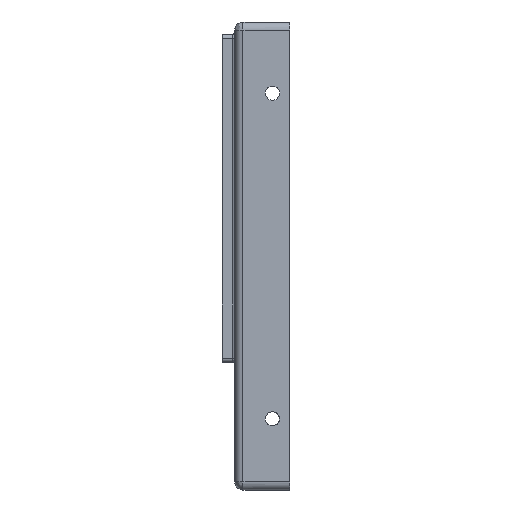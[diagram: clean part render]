
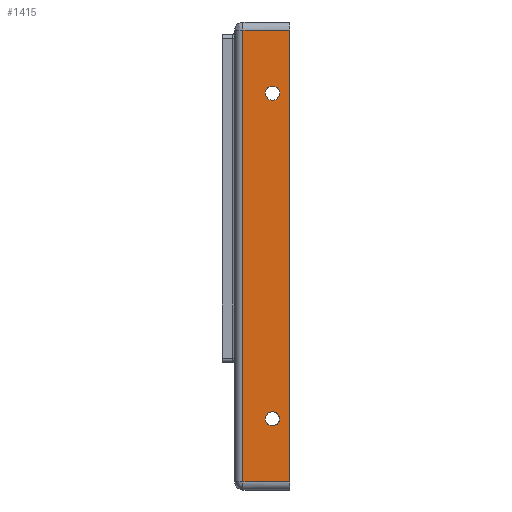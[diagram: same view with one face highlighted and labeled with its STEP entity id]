
A CAD part, left-side view. The second image highlights one B-rep face of the part: STEP entity #1415.
In plain terms, the highlighted planar face has unit normal (-1, 0, 0).
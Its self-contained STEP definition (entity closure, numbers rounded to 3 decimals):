
#30 = DIRECTION ( 'NONE',  ( 0., 0., 1. ) ) ;
#35 = DIRECTION ( 'NONE',  ( -1., 0., 0. ) ) ;
#69 = VERTEX_POINT ( 'NONE', #3227 ) ;
#85 = CARTESIAN_POINT ( 'NONE',  ( -176., 0., -115. ) ) ;
#206 = PLANE ( 'NONE',  #449 ) ;
#285 = FACE_BOUND ( 'NONE', #5541, .T. ) ;
#356 = DIRECTION ( 'NONE',  ( 0., 0., -1. ) ) ;
#366 = DIRECTION ( 'NONE',  ( 1., 0., 0. ) ) ;
#374 = CARTESIAN_POINT ( 'NONE',  ( -176., 4.25, -17.5 ) ) ;
#449 = AXIS2_PLACEMENT_3D ( 'NONE', #85, #35, #30 ) ;
#518 = DIRECTION ( 'NONE',  ( 0., 0., -1. ) ) ;
#531 = DIRECTION ( 'NONE',  ( 1., 0., 0. ) ) ;
#535 = AXIS2_PLACEMENT_3D ( 'NONE', #374, #366, #356 ) ;
#538 = CARTESIAN_POINT ( 'NONE',  ( -176., 4.25, -97.5 ) ) ;
#589 = CARTESIAN_POINT ( 'NONE',  ( -176., 11.5, -113. ) ) ;
#740 = DIRECTION ( 'NONE',  ( 0., 0., 1. ) ) ;
#775 = EDGE_LOOP ( 'NONE', ( #1130, #4005, #4959, #4386 ) ) ;
#858 = CARTESIAN_POINT ( 'NONE',  ( -176., 11.5, -113.324 ) ) ;
#883 = VERTEX_POINT ( 'NONE', #1564 ) ;
#967 = VECTOR ( 'NONE', #2041, 1000. ) ;
#1009 = CARTESIAN_POINT ( 'NONE',  ( -176., 0., -113. ) ) ;
#1130 = ORIENTED_EDGE ( 'NONE', *, *, #1903, .T. ) ;
#1188 = FACE_OUTER_BOUND ( 'NONE', #775, .T. ) ;
#1218 = ORIENTED_EDGE ( 'NONE', *, *, #1349, .T. ) ;
#1251 = CIRCLE ( 'NONE', #535, 1.75 ) ;
#1290 = EDGE_CURVE ( 'NONE', #4572, #69, #5311, .T. ) ;
#1325 = EDGE_CURVE ( 'NONE', #2633, #2633, #5111, .T. ) ;
#1349 = EDGE_CURVE ( 'NONE', #883, #883, #1251, .T. ) ;
#1378 = AXIS2_PLACEMENT_3D ( 'NONE', #538, #531, #518 ) ;
#1415 = ADVANCED_FACE ( 'NONE', ( #285, #3516, #1188 ), #206, .T. ) ;
#1516 = VECTOR ( 'NONE', #2331, 1000. ) ;
#1564 = CARTESIAN_POINT ( 'NONE',  ( -176., 4.25, -19.25 ) ) ;
#1580 = CARTESIAN_POINT ( 'NONE',  ( -176., 4.25, -99.25 ) ) ;
#1724 = EDGE_CURVE ( 'NONE', #4572, #5322, #5014, .T. ) ;
#1748 = EDGE_CURVE ( 'NONE', #5322, #2129, #4571, .T. ) ;
#1903 = EDGE_CURVE ( 'NONE', #2129, #69, #3871, .T. ) ;
#2041 = DIRECTION ( 'NONE',  ( 0., 1., 0. ) ) ;
#2129 = VERTEX_POINT ( 'NONE', #2166 ) ;
#2166 = CARTESIAN_POINT ( 'NONE',  ( -176., 0., -2. ) ) ;
#2331 = DIRECTION ( 'NONE',  ( 0., -1., 0. ) ) ;
#2633 = VERTEX_POINT ( 'NONE', #1580 ) ;
#2728 = VECTOR ( 'NONE', #3639, 1000. ) ;
#3161 = CARTESIAN_POINT ( 'NONE',  ( -176., 0., -2. ) ) ;
#3227 = CARTESIAN_POINT ( 'NONE',  ( -176., 11.5, -2. ) ) ;
#3516 = FACE_BOUND ( 'NONE', #5543, .T. ) ;
#3639 = DIRECTION ( 'NONE',  ( 0., 0., 1. ) ) ;
#3871 = LINE ( 'NONE', #3161, #967 ) ;
#4005 = ORIENTED_EDGE ( 'NONE', *, *, #1290, .F. ) ;
#4051 = CARTESIAN_POINT ( 'NONE',  ( -176., 0., -115. ) ) ;
#4207 = VECTOR ( 'NONE', #740, 1000. ) ;
#4386 = ORIENTED_EDGE ( 'NONE', *, *, #1748, .T. ) ;
#4519 = CARTESIAN_POINT ( 'NONE',  ( -176., 0., -113. ) ) ;
#4571 = LINE ( 'NONE', #4051, #2728 ) ;
#4572 = VERTEX_POINT ( 'NONE', #589 ) ;
#4959 = ORIENTED_EDGE ( 'NONE', *, *, #1724, .T. ) ;
#5014 = LINE ( 'NONE', #1009, #1516 ) ;
#5111 = CIRCLE ( 'NONE', #1378, 1.75 ) ;
#5311 = LINE ( 'NONE', #858, #4207 ) ;
#5322 = VERTEX_POINT ( 'NONE', #4519 ) ;
#5541 = EDGE_LOOP ( 'NONE', ( #1218 ) ) ;
#5543 = EDGE_LOOP ( 'NONE', ( #5560 ) ) ;
#5560 = ORIENTED_EDGE ( 'NONE', *, *, #1325, .T. ) ;
